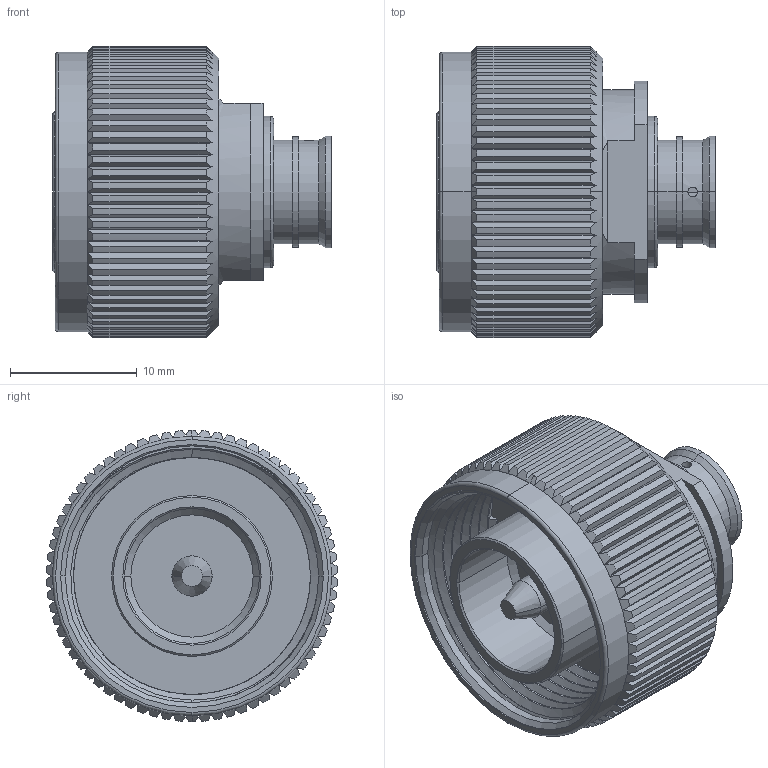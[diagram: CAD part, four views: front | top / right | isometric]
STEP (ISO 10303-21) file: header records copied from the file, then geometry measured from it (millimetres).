
FILE_DESCRIPTION (( 'STEP AP214' ), '1' );
FILE_NAME ('FMCN1699.step', '2021-01-28T21:29:24', ( '' ), ( '' ), 'SwSTEP 2.0', 'SolidWorks 2018', '' );
FILE_SCHEMA (( 'AUTOMOTIVE_DESIGN' ));
Length unit declared in the file: inch
Products named in the file (1): FMCN1699
Bounding box: 22 x 22.99 x 23 mm (x, y, z)
Volume: 4158.4 mm3; surface area: 3922.1 mm2
Topology: 1 solids, 1 shells, 311 faces, 865 edges, 567 vertices
Faces by surface type: plane 162, cylinder 121, cone 21, torus 4, bspline 3
Entity records: 11564 total; most frequent: CARTESIAN_POINT 4016, ORIENTED_EDGE 1730, DIRECTION 1396, EDGE_CURVE 865, VERTEX_POINT 567, AXIS2_PLACEMENT_3D 547, EDGE_LOOP 324, ADVANCED_FACE 311
